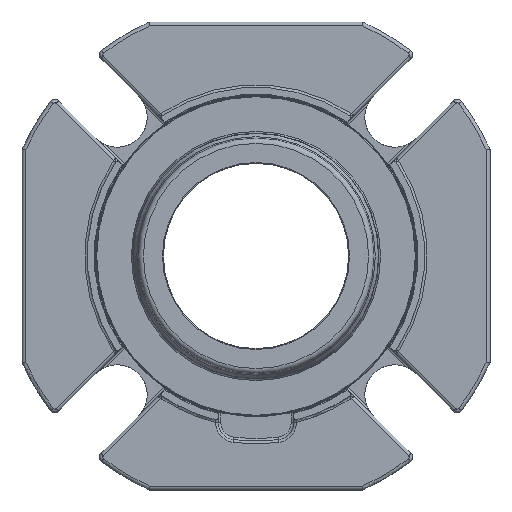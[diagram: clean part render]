
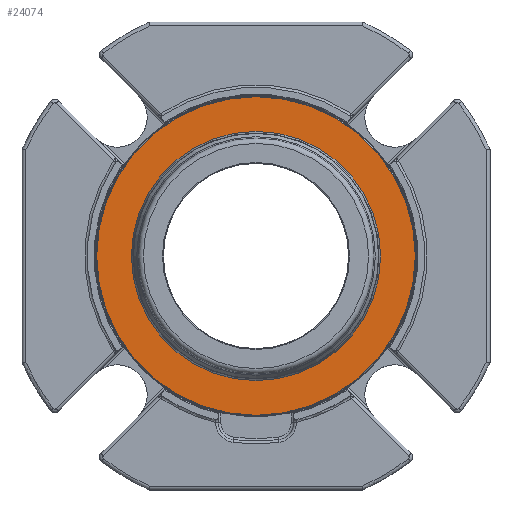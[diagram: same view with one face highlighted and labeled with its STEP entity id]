
A CAD part, left-side view. The second image highlights one B-rep face of the part: STEP entity #24074.
In plain terms, the highlighted planar face has unit normal (-1, 0, 0).
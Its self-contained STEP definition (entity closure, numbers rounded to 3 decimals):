
#3242=PLANE('',#25162);
#3715=ORIENTED_EDGE('',*,*,#8903,.F.);
#3716=ORIENTED_EDGE('',*,*,#8904,.T.);
#8903=EDGE_CURVE('',#11512,#11512,#13182,.F.);
#8904=EDGE_CURVE('',#11513,#11513,#13183,.T.);
#11512=VERTEX_POINT('',#31746);
#11513=VERTEX_POINT('',#31749);
#13182=CIRCLE('',#25161,36.336);
#13183=CIRCLE('',#25163,46.454);
#14053=EDGE_LOOP('',(#3715));
#14054=EDGE_LOOP('',(#3716));
#15240=FACE_BOUND('',#14053,.T.);
#15241=FACE_BOUND('',#14054,.T.);
#24074=ADVANCED_FACE('',(#15240,#15241),#3242,.F.);
#25161=AXIS2_PLACEMENT_3D('',#31745,#27008,#27009);
#25162=AXIS2_PLACEMENT_3D('',#31747,#27010,#27011);
#25163=AXIS2_PLACEMENT_3D('',#31748,#27012,#27013);
#27008=DIRECTION('',(1.,0.,0.));
#27009=DIRECTION('',(0.,0.,-1.));
#27010=DIRECTION('',(1.,0.,0.));
#27011=DIRECTION('',(0.,-1.,0.));
#27012=DIRECTION('',(-1.,0.,0.));
#27013=DIRECTION('',(0.,1.,0.));
#31745=CARTESIAN_POINT('',(39.498,0.,0.));
#31746=CARTESIAN_POINT('',(39.498,0.,-36.336));
#31747=CARTESIAN_POINT('',(39.498,46.454,0.));
#31748=CARTESIAN_POINT('',(39.498,0.,0.));
#31749=CARTESIAN_POINT('',(39.498,46.454,0.));
